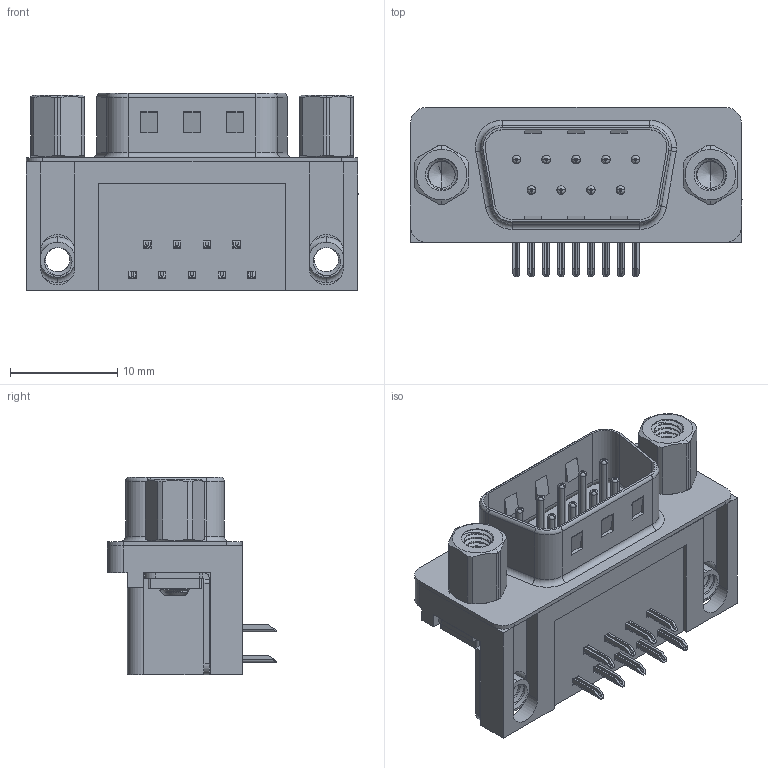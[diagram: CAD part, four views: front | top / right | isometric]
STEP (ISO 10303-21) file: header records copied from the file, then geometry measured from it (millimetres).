
FILE_DESCRIPTION (( 'STEP AP203' ), '1' );
FILE_NAME ('621-009-260-056.STEP', '2019-11-18T18:29:54', ( '' ), ( '' ), 'SwSTEP 2.0', 'SolidWorks 2016', '' );
FILE_SCHEMA (( 'CONFIG_CONTROL_DESIGN' ));
Length unit declared in the file: millimetre
Products named in the file (8): 621 M3 Hex Standoff 5; 621 Contact Top; 621 4-40 Threaded Board Mount; 621 Contact Bottom; 621 Housing_9 Socket; 621 Shell_9 Socket; 621-009-260-056; 621 M3 Threaded Rivet
Assembly tree (17 placements, depth 2):
  621-009-260-056
    621 Housing_9 Socket
    621 Shell_9 Socket
    621 Contact Bottom  x4
    621 Contact Top  x5
    621 4-40 Threaded Board Mount  x2
    621 M3 Threaded Rivet  x2
    621 M3 Hex Standoff 5  x2
Bounding box: 30.89 x 15.73 x 18.4 mm (x, y, z)
Volume: 3496.8 mm3; surface area: 5032.2 mm2
Topology: 17 solids, 17 shells, 1169 faces, 2971 edges, 1863 vertices
Faces by surface type: plane 595, cylinder 423, torus 97, cone 30, bspline 24
Entity records: 23119 total; most frequent: CARTESIAN_POINT 8943, ORIENTED_EDGE 2774, DIRECTION 2713, EDGE_CURVE 1387, AXIS2_PLACEMENT_3D 949, VERTEX_POINT 886, LINE 815, VECTOR 815
